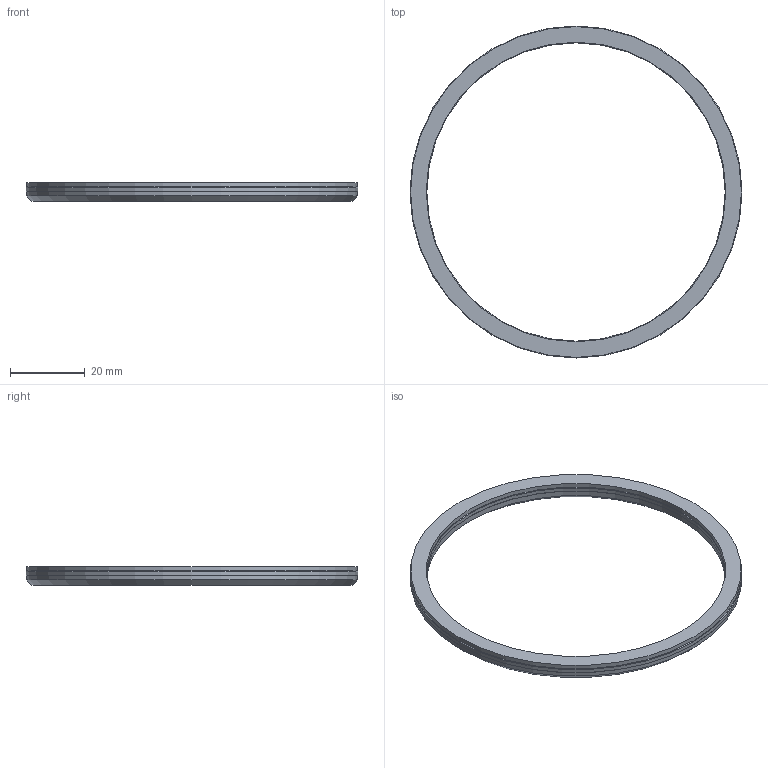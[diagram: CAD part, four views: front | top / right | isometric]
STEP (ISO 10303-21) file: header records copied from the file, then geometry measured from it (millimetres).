
FILE_DESCRIPTION(/* description */ (''),/* implementation_level */ '2;1');
FILE_NAME(/* name */ 'Diffuser PIP.step',/* time_stamp */ '2025-06-05T18:19:36+01:00',/* author */ (''),/* organization */ (''),/* preprocessor_version */ 'ST-DEVELOPER v20.1',/* originating_system */ 'Autodesk Translation Framework v14.10.0.0',/* authorisation */ '');
FILE_SCHEMA (('AUTOMOTIVE_DESIGN { 1 0 10303 214 3 1 1 }'));
Length unit declared in the file: millimetre
Products named in the file (2): UFO Template; Diffuser Seperate
Assembly tree (1 placements, depth 2):
  UFO Template
    Diffuser Seperate
Bounding box: 88.8 x 88.8 x 5 mm (x, y, z)
Volume: 5218.7 mm3; surface area: 4544.8 mm2
Topology: 1 solids, 1 shells, 14 faces, 26 edges, 14 vertices
Faces by surface type: cone 6, cylinder 6, plane 2
Full cylindrical faces by diameter (mm): 79.8 x1, 80.1 x2, 88.5 x2, 88.8 x1
Entity records: 401 total; most frequent: DIRECTION 74, CARTESIAN_POINT 57, ORIENTED_EDGE 52, AXIS2_PLACEMENT_3D 31, EDGE_CURVE 26, EDGE_LOOP 16, FACE_OUTER_BOUND 14, CIRCLE 14
